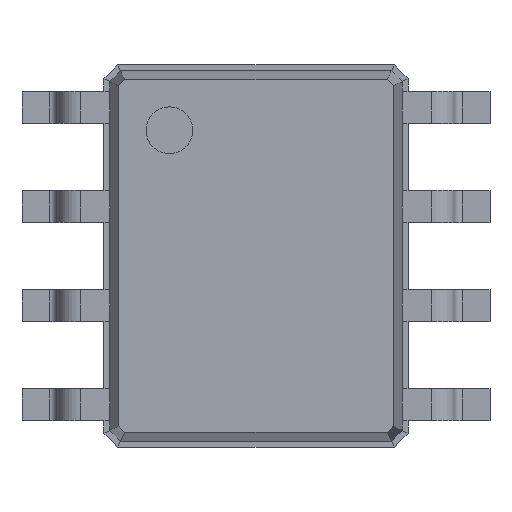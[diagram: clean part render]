
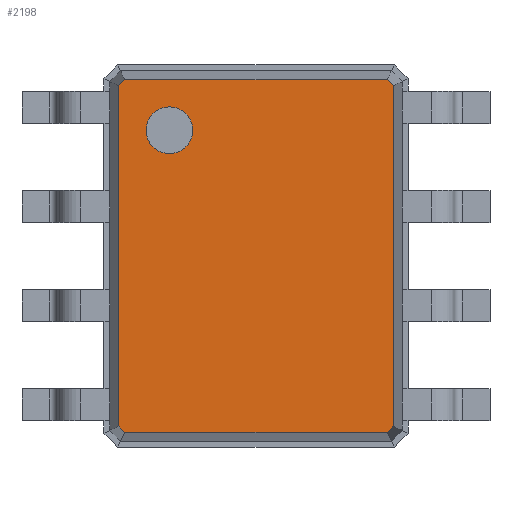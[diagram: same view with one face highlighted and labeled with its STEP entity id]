
A CAD part, top view. The second image highlights one B-rep face of the part: STEP entity #2198.
In plain terms, the highlighted planar face has unit normal (0, 0, 1).
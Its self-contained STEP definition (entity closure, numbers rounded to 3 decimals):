
#1088 = VERTEX_POINT('',#1089);
#1089 = CARTESIAN_POINT('',(-1.76,2.18,1.75));
#1094 = EDGE_CURVE('',#1095,#1088,#1097,.T.);
#1095 = VERTEX_POINT('',#1096);
#1096 = CARTESIAN_POINT('',(-1.76,-2.18,1.75));
#1097 = LINE('',#1098,#1099);
#1098 = CARTESIAN_POINT('',(-1.76,-2.18,1.75));
#1099 = VECTOR('',#1100,1.);
#1100 = DIRECTION('',(0.,1.,0.));
#2181 = EDGE_CURVE('',#2182,#1095,#2184,.T.);
#2182 = VERTEX_POINT('',#2183);
#2183 = CARTESIAN_POINT('',(-1.68,-2.26,1.75));
#2184 = LINE('',#2185,#2186);
#2185 = CARTESIAN_POINT('',(-1.68,-2.26,1.75));
#2186 = VECTOR('',#2187,1.);
#2187 = DIRECTION('',(-0.707,0.707,0.));
#2198 = ADVANCED_FACE('',(#2199,#2249),#2260,.F.);
#2199 = FACE_BOUND('',#2200,.F.);
#2200 = EDGE_LOOP('',(#2201,#2211,#2219,#2227,#2235,#2241,#2242,#2243));
#2201 = ORIENTED_EDGE('',*,*,#2202,.T.);
#2202 = EDGE_CURVE('',#2203,#2205,#2207,.T.);
#2203 = VERTEX_POINT('',#2204);
#2204 = CARTESIAN_POINT('',(-1.68,2.26,1.75));
#2205 = VERTEX_POINT('',#2206);
#2206 = CARTESIAN_POINT('',(1.68,2.26,1.75));
#2207 = LINE('',#2208,#2209);
#2208 = CARTESIAN_POINT('',(-1.68,2.26,1.75));
#2209 = VECTOR('',#2210,1.);
#2210 = DIRECTION('',(1.,0.,0.));
#2211 = ORIENTED_EDGE('',*,*,#2212,.T.);
#2212 = EDGE_CURVE('',#2205,#2213,#2215,.T.);
#2213 = VERTEX_POINT('',#2214);
#2214 = CARTESIAN_POINT('',(1.76,2.18,1.75));
#2215 = LINE('',#2216,#2217);
#2216 = CARTESIAN_POINT('',(1.68,2.26,1.75));
#2217 = VECTOR('',#2218,1.);
#2218 = DIRECTION('',(0.707,-0.707,0.));
#2219 = ORIENTED_EDGE('',*,*,#2220,.T.);
#2220 = EDGE_CURVE('',#2213,#2221,#2223,.T.);
#2221 = VERTEX_POINT('',#2222);
#2222 = CARTESIAN_POINT('',(1.76,-2.18,1.75));
#2223 = LINE('',#2224,#2225);
#2224 = CARTESIAN_POINT('',(1.76,2.18,1.75));
#2225 = VECTOR('',#2226,1.);
#2226 = DIRECTION('',(0.,-1.,0.));
#2227 = ORIENTED_EDGE('',*,*,#2228,.T.);
#2228 = EDGE_CURVE('',#2221,#2229,#2231,.T.);
#2229 = VERTEX_POINT('',#2230);
#2230 = CARTESIAN_POINT('',(1.68,-2.26,1.75));
#2231 = LINE('',#2232,#2233);
#2232 = CARTESIAN_POINT('',(1.76,-2.18,1.75));
#2233 = VECTOR('',#2234,1.);
#2234 = DIRECTION('',(-0.707,-0.707,0.));
#2235 = ORIENTED_EDGE('',*,*,#2236,.T.);
#2236 = EDGE_CURVE('',#2229,#2182,#2237,.T.);
#2237 = LINE('',#2238,#2239);
#2238 = CARTESIAN_POINT('',(1.68,-2.26,1.75));
#2239 = VECTOR('',#2240,1.);
#2240 = DIRECTION('',(-1.,0.,0.));
#2241 = ORIENTED_EDGE('',*,*,#2181,.T.);
#2242 = ORIENTED_EDGE('',*,*,#1094,.T.);
#2243 = ORIENTED_EDGE('',*,*,#2244,.T.);
#2244 = EDGE_CURVE('',#1088,#2203,#2245,.T.);
#2245 = LINE('',#2246,#2247);
#2246 = CARTESIAN_POINT('',(-1.76,2.18,1.75));
#2247 = VECTOR('',#2248,1.);
#2248 = DIRECTION('',(0.707,0.707,0.));
#2249 = FACE_BOUND('',#2250,.F.);
#2250 = EDGE_LOOP('',(#2251));
#2251 = ORIENTED_EDGE('',*,*,#2252,.T.);
#2252 = EDGE_CURVE('',#2253,#2253,#2255,.T.);
#2253 = VERTEX_POINT('',#2254);
#2254 = CARTESIAN_POINT('',(-1.11,1.31,1.75));
#2255 = CIRCLE('',#2256,0.3);
#2256 = AXIS2_PLACEMENT_3D('',#2257,#2258,#2259);
#2257 = CARTESIAN_POINT('',(-1.11,1.61,1.75));
#2258 = DIRECTION('',(0.,0.,1.));
#2259 = DIRECTION('',(0.,-1.,0.));
#2260 = PLANE('',#2261);
#2261 = AXIS2_PLACEMENT_3D('',#2262,#2263,#2264);
#2262 = CARTESIAN_POINT('',(-1.68,2.26,1.75));
#2263 = DIRECTION('',(0.,0.,-1.));
#2264 = DIRECTION('',(0.597,-0.803,0.));
